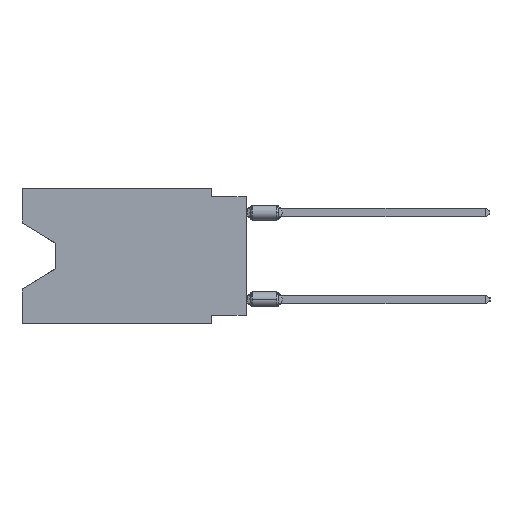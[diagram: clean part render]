
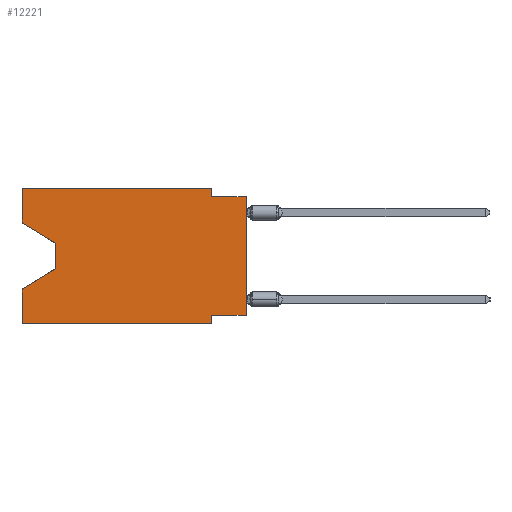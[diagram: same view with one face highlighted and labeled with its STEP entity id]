
A CAD part, left-side view. The second image highlights one B-rep face of the part: STEP entity #12221.
In plain terms, the highlighted planar face has unit normal (-1, 0, 0).
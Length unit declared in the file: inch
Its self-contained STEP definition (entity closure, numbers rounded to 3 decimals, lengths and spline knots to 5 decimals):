
#504 = CARTESIAN_POINT ( 'NONE',  ( 0., 0.645, -0.39 ) ) ;
#660 = VERTEX_POINT ( 'NONE', #32407 ) ;
#780 = ORIENTED_EDGE ( 'NONE', *, *, #34494, .F. ) ;
#1475 = VERTEX_POINT ( 'NONE', #16065 ) ;
#1755 = EDGE_CURVE ( 'NONE', #660, #28239, #12084, .T. ) ;
#2057 = CARTESIAN_POINT ( 'NONE',  ( 0., 0.55, -0.158 ) ) ;
#2110 = CARTESIAN_POINT ( 'NONE',  ( 0., 0., -0.025 ) ) ;
#2247 = EDGE_CURVE ( 'NONE', #28239, #7189, #12238, .T. ) ;
#2281 = EDGE_CURVE ( 'NONE', #660, #24294, #22373, .T. ) ;
#2558 = VECTOR ( 'NONE', #38191, 39.37008 ) ;
#2813 = DIRECTION ( 'NONE',  ( 0., -1., 0. ) ) ;
#2851 = ORIENTED_EDGE ( 'NONE', *, *, #28010, .F. ) ;
#3121 = CARTESIAN_POINT ( 'NONE',  ( 0., 0.1, -0.39 ) ) ;
#3678 = CARTESIAN_POINT ( 'NONE',  ( 0., 0.1, -0.39 ) ) ;
#4559 = DIRECTION ( 'NONE',  ( 1., 0., 0. ) ) ;
#4769 = ORIENTED_EDGE ( 'NONE', *, *, #2281, .T. ) ;
#5021 = VERTEX_POINT ( 'NONE', #33794 ) ;
#5433 = VERTEX_POINT ( 'NONE', #17291 ) ;
#5470 = LINE ( 'NONE', #9590, #37305 ) ;
#5755 = ORIENTED_EDGE ( 'NONE', *, *, #1755, .F. ) ;
#6121 = AXIS2_PLACEMENT_3D ( 'NONE', #7652, #4559, #27168 ) ;
#6295 = EDGE_CURVE ( 'NONE', #13175, #5021, #14905, .T. ) ;
#6946 = VECTOR ( 'NONE', #23471, 39.37008 ) ;
#7189 = VERTEX_POINT ( 'NONE', #3678 ) ;
#7578 = EDGE_CURVE ( 'NONE', #1475, #7189, #24972, .T. ) ;
#7652 = CARTESIAN_POINT ( 'NONE',  ( 0., 0.645, 0. ) ) ;
#7749 = LINE ( 'NONE', #16299, #17834 ) ;
#7986 = DIRECTION ( 'NONE',  ( 0., -0.855, -0.519 ) ) ;
#9250 = DIRECTION ( 'NONE',  ( 0., 0., 1. ) ) ;
#9473 = EDGE_CURVE ( 'NONE', #1475, #35444, #29294, .T. ) ;
#9590 = CARTESIAN_POINT ( 'NONE',  ( 0., 0.1, 0. ) ) ;
#10108 = VERTEX_POINT ( 'NONE', #12799 ) ;
#11098 = CARTESIAN_POINT ( 'NONE',  ( 0., 0.645, -0.10025 ) ) ;
#11473 = DIRECTION ( 'NONE',  ( 0., 1., 0. ) ) ;
#11842 = VERTEX_POINT ( 'NONE', #20351 ) ;
#12084 = LINE ( 'NONE', #34114, #25430 ) ;
#12221 = ADVANCED_FACE ( 'NONE', ( #35904 ), #36122, .F. ) ;
#12238 = LINE ( 'NONE', #3121, #2558 ) ;
#12501 = VECTOR ( 'NONE', #23808, 39.37008 ) ;
#12799 = CARTESIAN_POINT ( 'NONE',  ( 0., 0.55, -0.232 ) ) ;
#12918 = CARTESIAN_POINT ( 'NONE',  ( 0., 0.55, -0.158 ) ) ;
#13102 = LINE ( 'NONE', #12918, #38327 ) ;
#13156 = ORIENTED_EDGE ( 'NONE', *, *, #2247, .F. ) ;
#13175 = VERTEX_POINT ( 'NONE', #18904 ) ;
#13436 = VECTOR ( 'NONE', #7986, 39.37008 ) ;
#13638 = ORIENTED_EDGE ( 'NONE', *, *, #33117, .F. ) ;
#14827 = ORIENTED_EDGE ( 'NONE', *, *, #6295, .F. ) ;
#14903 = CARTESIAN_POINT ( 'NONE',  ( 0., 0.1, -0.365 ) ) ;
#14905 = LINE ( 'NONE', #24232, #12501 ) ;
#15356 = LINE ( 'NONE', #28023, #15800 ) ;
#15800 = VECTOR ( 'NONE', #24889, 39.37008 ) ;
#16065 = CARTESIAN_POINT ( 'NONE',  ( 0., 0.645, -0.39 ) ) ;
#16299 = CARTESIAN_POINT ( 'NONE',  ( 0., 0.55, -0.232 ) ) ;
#16553 = EDGE_CURVE ( 'NONE', #10108, #35444, #7749, .T. ) ;
#17291 = CARTESIAN_POINT ( 'NONE',  ( 0., 0.1, -0.025 ) ) ;
#17834 = VECTOR ( 'NONE', #28954, 39.37008 ) ;
#17990 = LINE ( 'NONE', #21515, #19073 ) ;
#18794 = ORIENTED_EDGE ( 'NONE', *, *, #16553, .T. ) ;
#18904 = CARTESIAN_POINT ( 'NONE',  ( 0., 0.645, 0. ) ) ;
#19055 = CARTESIAN_POINT ( 'NONE',  ( 0., 0., 0. ) ) ;
#19073 = VECTOR ( 'NONE', #9250, 39.37008 ) ;
#20322 = EDGE_CURVE ( 'NONE', #28137, #10108, #13102, .T. ) ;
#20351 = CARTESIAN_POINT ( 'NONE',  ( 0., 0.645, -0.10025 ) ) ;
#21071 = ORIENTED_EDGE ( 'NONE', *, *, #9473, .F. ) ;
#21515 = CARTESIAN_POINT ( 'NONE',  ( 0., 0.645, 0. ) ) ;
#22373 = LINE ( 'NONE', #19055, #39679 ) ;
#22445 = DIRECTION ( 'NONE',  ( 0., 0., -1. ) ) ;
#23471 = DIRECTION ( 'NONE',  ( 0., 0., 1. ) ) ;
#23808 = DIRECTION ( 'NONE',  ( 0., -1., 0. ) ) ;
#24232 = CARTESIAN_POINT ( 'NONE',  ( 0., 0.645, 0. ) ) ;
#24294 = VERTEX_POINT ( 'NONE', #2110 ) ;
#24745 = VECTOR ( 'NONE', #2813, 39.37008 ) ;
#24889 = DIRECTION ( 'NONE',  ( 0., -1., 0. ) ) ;
#24972 = LINE ( 'NONE', #504, #24745 ) ;
#25430 = VECTOR ( 'NONE', #11473, 39.37008 ) ;
#26884 = LINE ( 'NONE', #11098, #13436 ) ;
#27168 = DIRECTION ( 'NONE',  ( 0., 0., -1. ) ) ;
#27470 = ORIENTED_EDGE ( 'NONE', *, *, #20322, .T. ) ;
#28010 = EDGE_CURVE ( 'NONE', #5433, #24294, #15356, .T. ) ;
#28023 = CARTESIAN_POINT ( 'NONE',  ( 0., 0., -0.025 ) ) ;
#28137 = VERTEX_POINT ( 'NONE', #2057 ) ;
#28239 = VERTEX_POINT ( 'NONE', #14903 ) ;
#28954 = DIRECTION ( 'NONE',  ( 0., 0.855, -0.519 ) ) ;
#29294 = LINE ( 'NONE', #32416, #6946 ) ;
#29435 = ORIENTED_EDGE ( 'NONE', *, *, #7578, .T. ) ;
#30325 = EDGE_LOOP ( 'NONE', ( #30903, #27470, #18794, #21071, #29435, #13156, #5755, #4769, #2851, #13638, #14827, #780 ) ) ;
#30903 = ORIENTED_EDGE ( 'NONE', *, *, #32694, .T. ) ;
#31384 = CARTESIAN_POINT ( 'NONE',  ( 0., 0.645, -0.28975 ) ) ;
#32407 = CARTESIAN_POINT ( 'NONE',  ( 0., 0., -0.365 ) ) ;
#32416 = CARTESIAN_POINT ( 'NONE',  ( 0., 0.645, 0. ) ) ;
#32694 = EDGE_CURVE ( 'NONE', #11842, #28137, #26884, .T. ) ;
#33117 = EDGE_CURVE ( 'NONE', #5021, #5433, #5470, .T. ) ;
#33794 = CARTESIAN_POINT ( 'NONE',  ( 0., 0.1, 0. ) ) ;
#34114 = CARTESIAN_POINT ( 'NONE',  ( 0., 0., -0.365 ) ) ;
#34494 = EDGE_CURVE ( 'NONE', #11842, #13175, #17990, .T. ) ;
#35068 = DIRECTION ( 'NONE',  ( 0., 0., 1. ) ) ;
#35444 = VERTEX_POINT ( 'NONE', #31384 ) ;
#35904 = FACE_OUTER_BOUND ( 'NONE', #30325, .T. ) ;
#36122 = PLANE ( 'NONE',  #6121 ) ;
#37305 = VECTOR ( 'NONE', #40956, 39.37008 ) ;
#38191 = DIRECTION ( 'NONE',  ( 0., 0., -1. ) ) ;
#38327 = VECTOR ( 'NONE', #22445, 39.37008 ) ;
#39679 = VECTOR ( 'NONE', #35068, 39.37008 ) ;
#40956 = DIRECTION ( 'NONE',  ( 0., 0., -1. ) ) ;
